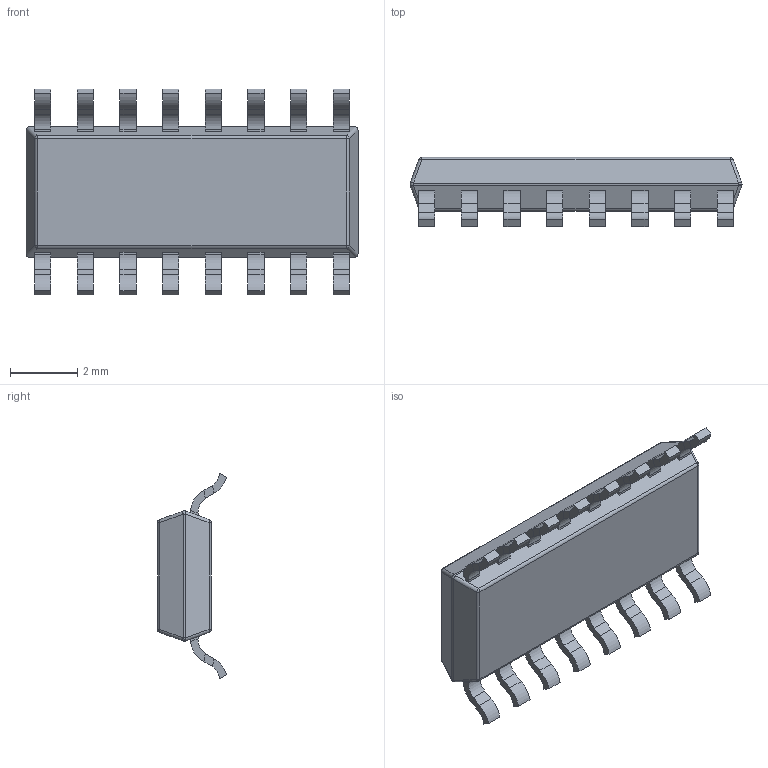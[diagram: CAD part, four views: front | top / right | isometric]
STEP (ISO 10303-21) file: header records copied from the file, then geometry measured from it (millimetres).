
FILE_DESCRIPTION (( 'STEP AP214' ), '1' );
FILE_NAME ('HX711.STEP', '2021-06-08T10:25:59', ( '' ), ( '' ), 'SwSTEP 2.0', 'SolidWorks 2018', '' );
FILE_SCHEMA (( 'AUTOMOTIVE_DESIGN' ));
Length unit declared in the file: millimetre
Products named in the file (1): HX711
Bounding box: 9.89 x 2.05 x 6.12 mm (x, y, z)
Volume: 12.7 mm3; surface area: 236.8 mm2
Topology: 1 solids, 2 shells, 330 faces, 699 edges, 381 vertices
Faces by surface type: plane 229, cylinder 86, sphere 15
Entity records: 12110 total; most frequent: DIRECTION 1530, CARTESIAN_POINT 1400, ORIENTED_EDGE 1378, EDGE_CURVE 689, LINE 510, AXIS2_PLACEMENT_3D 510, VECTOR 510, VERTEX_POINT 380
